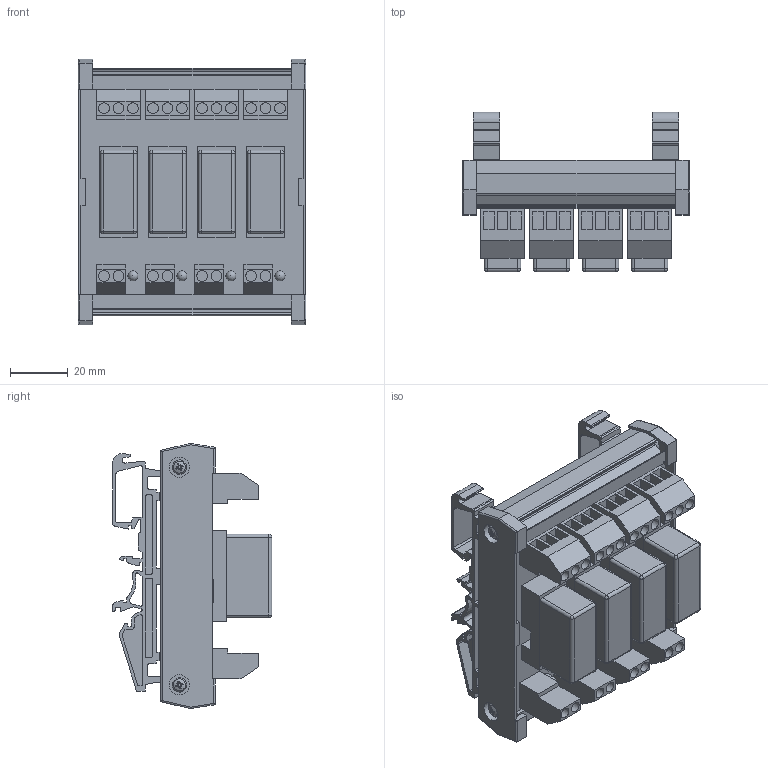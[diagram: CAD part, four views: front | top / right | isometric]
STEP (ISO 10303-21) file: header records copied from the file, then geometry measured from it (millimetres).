
FILE_DESCRIPTION((''),'2;1');
FILE_NAME('RC1_RM1 isolated 4 channel.stp','2015-01-05T14:30:47',('roland'),(''),'Autodesk Inventor 2013','Autodesk Inventor 2013','');
FILE_SCHEMA(('CONFIG_CONTROL_DESIGN'));
Length unit declared in the file: millimetre
Products named in the file (11): RC1_RM1 isolated 4 channel; RC1 4 channel; 79; 3 hole green; 2 hole green; light; BASE SIDE; BS EN ISO 7045 Z - Metric M2.5 x 10 - 4.8 - Z; BASE LEGS; GD50; RM84
Assembly tree (30 placements, depth 2):
  RC1_RM1 isolated 4 channel
    RC1 4 channel
    79
    3 hole green  x4
    2 hole green  x4
    light  x4
    BASE SIDE  x2
    BS EN ISO 7045 Z - Metric M2.5 x 10 - 4.8 - Z  x4
    BASE LEGS  x2
    GD50  x4
    RM84  x4
Bounding box: 79 x 55.39 x 91.98 mm (x, y, z)
Volume: 88601.3 mm3; surface area: 87546.7 mm2
Topology: 30 solids, 30 shells, 1727 faces, 4401 edges, 2846 vertices
Faces by surface type: plane 1238, cylinder 345, cone 64, sphere 56, torus 24
Full cylindrical faces by diameter (mm): 1.5 x32, 2.256 x4, 2.5 x4, 3 x24, 3.2 x4, 3.3 x4, 3.5 x4, 3.75 x20, 5 x4, 7 x4, 9 x4
Entity records: 22294 total; most frequent: CARTESIAN_POINT 4098, DIRECTION 3641, ORIENTED_EDGE 3594, EDGE_CURVE 1797, VECTOR 1355, LINE 1355, VERTEX_POINT 1212, AXIS2_PLACEMENT_3D 1143
